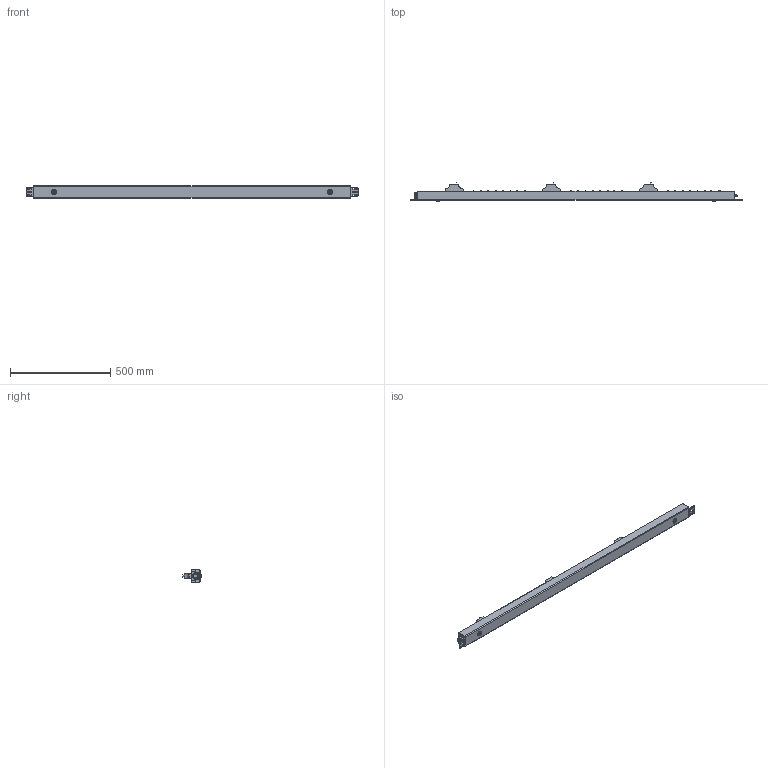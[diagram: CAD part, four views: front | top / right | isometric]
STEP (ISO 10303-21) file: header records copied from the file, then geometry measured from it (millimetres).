
FILE_DESCRIPTION((''),'2;1');
FILE_NAME('13-BS-PV42-18C13-06C19-13_ASM','2023-01-29T',('ROG TT'),(''),'PRO/ENGINEER BY PARAMETRIC TECHNOLOGY CORPORATION, 2001280','PRO/ENGINEER BY PARAMETRIC TECHNOLOGY CORPORATION, 2001280','');
FILE_SCHEMA(('CONFIG_CONTROL_DESIGN'));
Length unit declared in the file: millimetre
Products named in the file (6): 13-BS-PV42-18C13-06C19-13; PG25_GUAER; M6_LUOMAO; PG25_SUOTOU1; GUOER_HULU; 13-BS-PV42-18C13-06C19-13_ASM
Assembly tree (8 placements, depth 2):
  13-BS-PV42-18C13-06C19-13_ASM
    13-BS-PV42-18C13-06C19-13
    PG25_GUAER  x2
    M6_LUOMAO  x2
    PG25_SUOTOU1
    GUOER_HULU  x2
Bounding box: 1657 x 94.4 x 62.5 mm (x, y, z)
Volume: 4506988.1 mm3; surface area: 477553.6 mm2
Topology: 8 solids, 8 shells, 1824 faces, 4781 edges, 3173 vertices
Faces by surface type: plane 1203, cylinder 556, cone 42, bspline 19, torus 4
Entity records: 56957 total; most frequent: CARTESIAN_POINT 13449, ORIENTED_EDGE 9102, DIRECTION 8739, EDGE_CURVE 4551, VECTOR 3305, LINE 3305, VERTEX_POINT 3025, AXIS2_PLACEMENT_3D 2717
